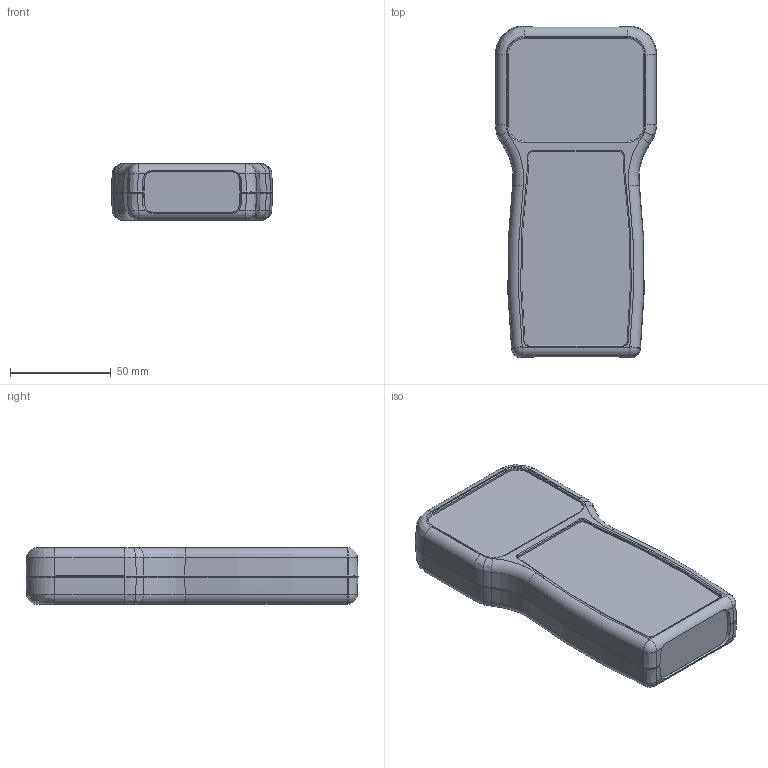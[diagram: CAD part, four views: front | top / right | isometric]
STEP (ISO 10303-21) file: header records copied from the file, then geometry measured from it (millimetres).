
FILE_DESCRIPTION(/* description */ (''),/* implementation_level */ '2;1');
FILE_NAME(/* name */ '1553TT.iam.stp',/* time_stamp */ '2015-12-22T09:05:34-05:00',/* author */ ('lwalsh'),/* organization */ (''),/* preprocessor_version */ 'ST-DEVELOPER v16.1',/* originating_system */ 'Autodesk Inventor 2016',/* authorisation */ '');
FILE_SCHEMA (('AUTOMOTIVE_DESIGN { 1 0 10303 214 3 1 1 }'));
Products named in the file (9): 1553TT BOTTOM; 1553TT TOP; 1553TT FRONT PANEL; 1553TT PCB; SC501 (screw M3-0.5X 18mm FH); M3 PLASTIC INSERT (SERIES 19 LONG); 1553TT TOP GRIP; 1553TT BOTTOM GRIP; 1553TT
Assembly tree (19 placements, depth 2):
  1553TT
    1553TT BOTTOM
    1553TT TOP
    1553TT FRONT PANEL  x2
    1553TT PCB
    SC501 (screw M3-0.5X 18mm FH)  x6
    M3 PLASTIC INSERT (SERIES 19 LONG)  x6
    1553TT TOP GRIP
    1553TT BOTTOM GRIP
Bounding box: 80 x 165 x 28 mm (x, y, z)
Volume: 99447.6 mm3; surface area: 112620.7 mm2
Topology: 21 solids, 21 shells, 1229 faces, 3080 edges, 2012 vertices
Faces by surface type: plane 577, cone 274, cylinder 168, bspline 124, torus 82, sphere 4
Full cylindrical faces by diameter (mm): 2.5 x6, 2.88 x6, 3 x12, 3.81 x12, 3.912 x6, 4.318 x6, 4.5 x6, 4.572 x6, 4.775 x6
Entity records: 32434 total; most frequent: CARTESIAN_POINT 9489, ORIENTED_EDGE 4736, DIRECTION 4453, EDGE_CURVE 2368, AXIS2_PLACEMENT_3D 1702, VERTEX_POINT 1608, EDGE_LOOP 1252, LINE 1049
